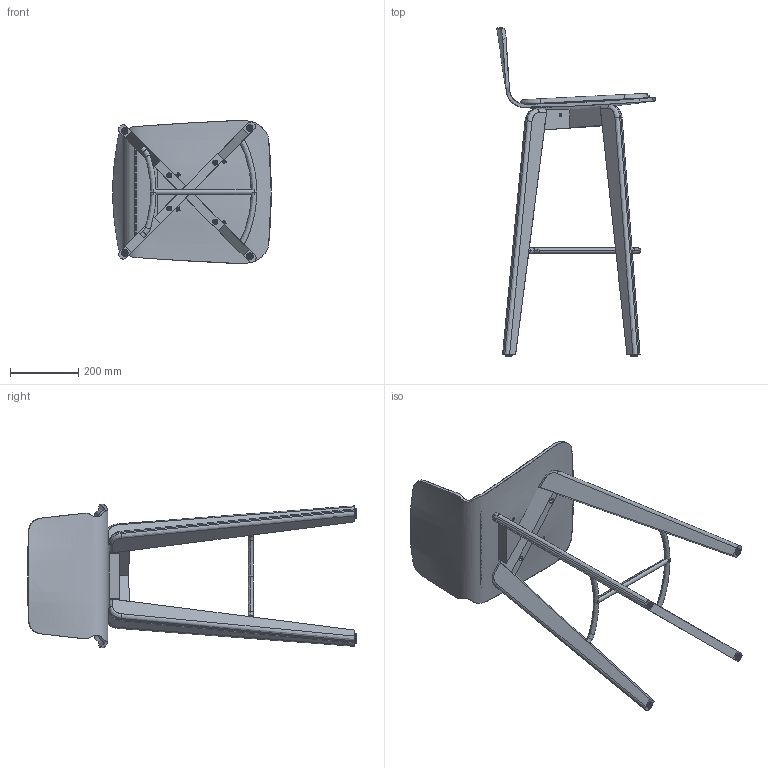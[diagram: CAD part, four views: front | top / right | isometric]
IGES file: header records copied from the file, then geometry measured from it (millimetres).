
Start section: SolidWorks IGES file using analytic representation for surfaces
Global section: file name: SK002.IGS; native system: SolidWorks 2016; preprocessor: SolidWorks 2016; author: Design; date: 160617.080638; units: millimetre
Bounding box: 465.12 x 965.06 x 420.42 mm (x, y, z)
Surface area: 1487252 mm2 (no closed solid volume)
Topology: 0 solids, 0 shells, 2330 faces, 17517 edges, 17499 vertices
Faces by surface type: revolution 1309, bspline 1021
